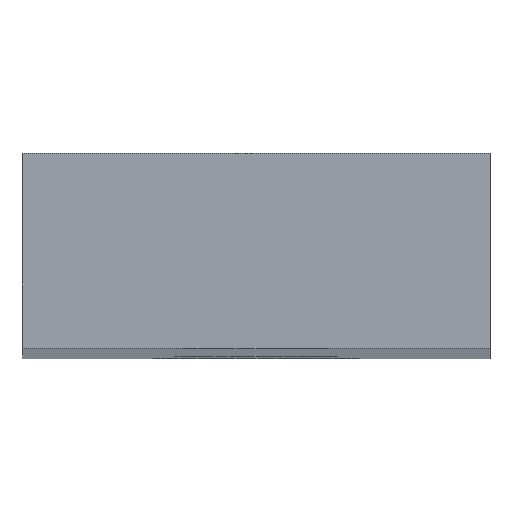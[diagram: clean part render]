
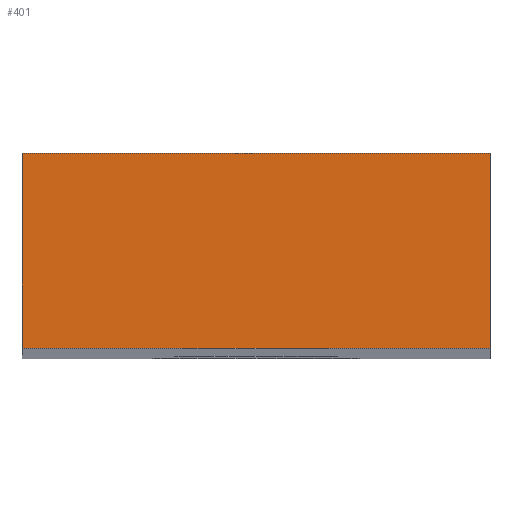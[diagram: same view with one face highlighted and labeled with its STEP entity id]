
A CAD part, top view. The second image highlights one B-rep face of the part: STEP entity #401.
In plain terms, the highlighted planar face has unit normal (0, 0, 1).
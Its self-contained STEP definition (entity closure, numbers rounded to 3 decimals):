
#21 = ORIENTED_EDGE ( 'NONE', *, *, #384, .T. ) ;
#24 = VERTEX_POINT ( 'NONE', #259 ) ;
#36 = CARTESIAN_POINT ( 'NONE',  ( -6., -2.5, 76. ) ) ;
#38 = CARTESIAN_POINT ( 'NONE',  ( 6., 2.5, 76. ) ) ;
#39 = CARTESIAN_POINT ( 'NONE',  ( 6., -2.5, 76. ) ) ;
#42 = EDGE_CURVE ( 'NONE', #166, #431, #313, .T. ) ;
#54 = CARTESIAN_POINT ( 'NONE',  ( 6., -2.5, 76. ) ) ;
#55 = EDGE_CURVE ( 'NONE', #24, #166, #308, .T. ) ;
#61 = EDGE_LOOP ( 'NONE', ( #116, #190, #21, #251 ) ) ;
#71 = DIRECTION ( 'NONE',  ( 0., 0., 1. ) ) ;
#74 = DIRECTION ( 'NONE',  ( -1., 0., 0. ) ) ;
#116 = ORIENTED_EDGE ( 'NONE', *, *, #42, .T. ) ;
#126 = VERTEX_POINT ( 'NONE', #39 ) ;
#137 = LINE ( 'NONE', #54, #346 ) ;
#166 = VERTEX_POINT ( 'NONE', #306 ) ;
#190 = ORIENTED_EDGE ( 'NONE', *, *, #415, .T. ) ;
#218 = AXIS2_PLACEMENT_3D ( 'NONE', #273, #71, #414 ) ;
#240 = FACE_OUTER_BOUND ( 'NONE', #61, .T. ) ;
#242 = LINE ( 'NONE', #307, #428 ) ;
#247 = CARTESIAN_POINT ( 'NONE',  ( -6., -2.5, 76. ) ) ;
#251 = ORIENTED_EDGE ( 'NONE', *, *, #55, .T. ) ;
#254 = VECTOR ( 'NONE', #74, 1000. ) ;
#258 = DIRECTION ( 'NONE',  ( 0., 1., 0. ) ) ;
#259 = CARTESIAN_POINT ( 'NONE',  ( 6., 2.5, 76. ) ) ;
#273 = CARTESIAN_POINT ( 'NONE',  ( 0., 0., 76. ) ) ;
#275 = PLANE ( 'NONE',  #218 ) ;
#306 = CARTESIAN_POINT ( 'NONE',  ( -6., 2.5, 76. ) ) ;
#307 = CARTESIAN_POINT ( 'NONE',  ( 6., -2.5, 76. ) ) ;
#308 = LINE ( 'NONE', #38, #254 ) ;
#313 = LINE ( 'NONE', #36, #361 ) ;
#346 = VECTOR ( 'NONE', #258, 1000. ) ;
#347 = DIRECTION ( 'NONE',  ( 0., -1., 0. ) ) ;
#354 = DIRECTION ( 'NONE',  ( 1., 0., 0. ) ) ;
#361 = VECTOR ( 'NONE', #347, 1000. ) ;
#384 = EDGE_CURVE ( 'NONE', #126, #24, #137, .T. ) ;
#401 = ADVANCED_FACE ( 'NONE', ( #240 ), #275, .T. ) ;
#414 = DIRECTION ( 'NONE',  ( 1., 0., 0. ) ) ;
#415 = EDGE_CURVE ( 'NONE', #431, #126, #242, .T. ) ;
#428 = VECTOR ( 'NONE', #354, 1000. ) ;
#431 = VERTEX_POINT ( 'NONE', #247 ) ;
